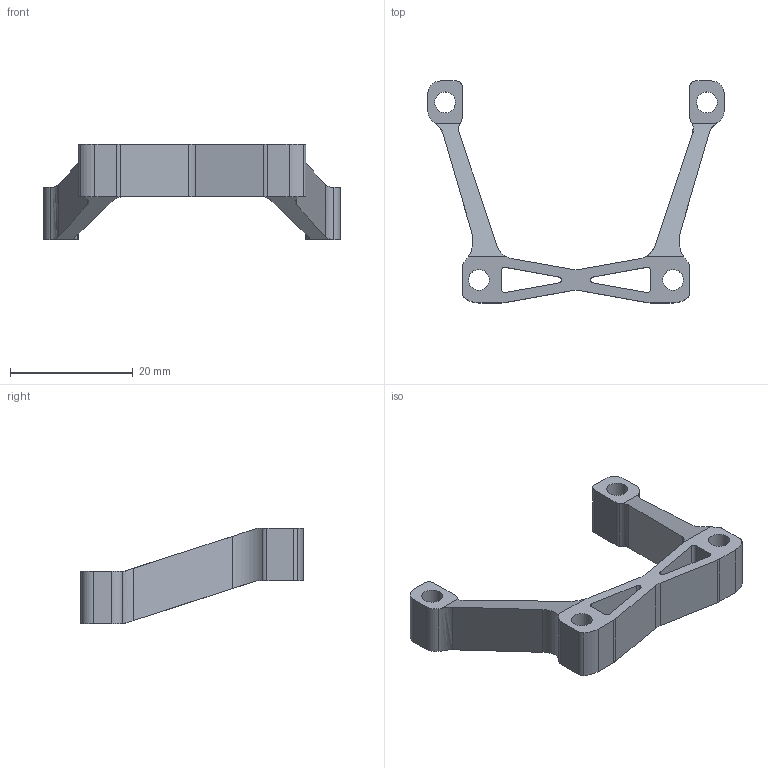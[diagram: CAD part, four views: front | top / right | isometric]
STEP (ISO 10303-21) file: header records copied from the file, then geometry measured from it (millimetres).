
FILE_DESCRIPTION(/* description */ (''),/* implementation_level */ '2;1');
FILE_NAME(/* name */ 'Volcomosq spacer v3.step',/* time_stamp */ '2022-09-08T01:57:25-07:00',/* author */ (''),/* organization */ (''),/* preprocessor_version */ 'ST-DEVELOPER v19',/* originating_system */ 'Autodesk Translation Framework v11.7.0.108',/* authorisation */ '');
FILE_SCHEMA (('AUTOMOTIVE_DESIGN { 1 0 10303 214 3 1 1 }'));
Length unit declared in the file: millimetre
Products named in the file (1): Volcomosq spacer
Bounding box: 48.2 x 36.15 x 15.5 mm (x, y, z)
Volume: 2998.5 mm3; surface area: 3230.4 mm2
Topology: 1 solids, 1 shells, 70 faces, 204 edges, 136 vertices
Faces by surface type: plane 34, cylinder 29, torus 7
Full cylindrical faces by diameter (mm): 3.4 x4
Entity records: 2506 total; most frequent: CARTESIAN_POINT 563, ORIENTED_EDGE 408, DIRECTION 395, EDGE_CURVE 204, AXIS2_PLACEMENT_3D 140, VERTEX_POINT 136, LINE 115, VECTOR 115
